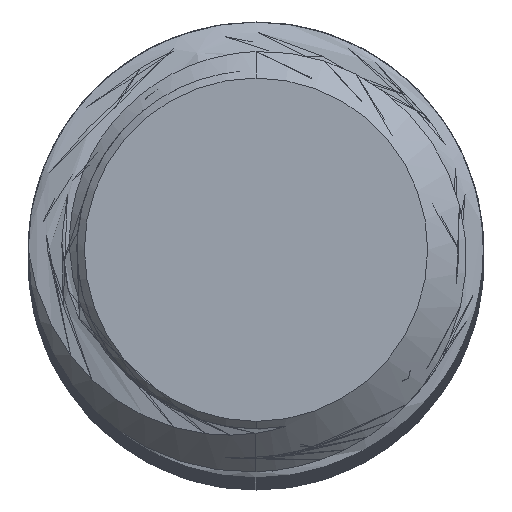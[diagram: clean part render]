
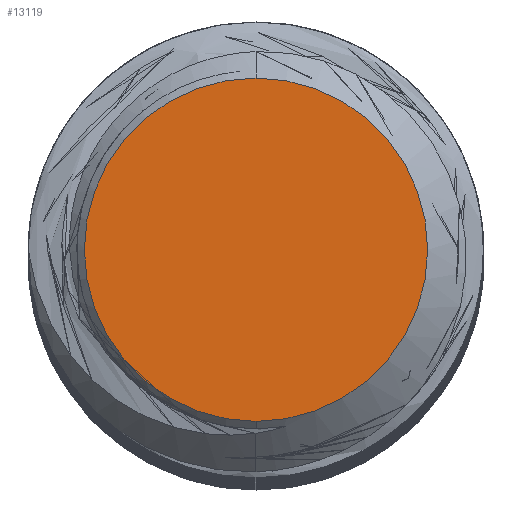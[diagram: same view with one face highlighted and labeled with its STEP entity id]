
A CAD part, top view. The second image highlights one B-rep face of the part: STEP entity #13119.
In plain terms, the highlighted planar face has unit normal (0, 0, 1).
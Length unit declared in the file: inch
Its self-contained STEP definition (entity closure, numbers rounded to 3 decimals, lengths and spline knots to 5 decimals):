
#602 = DIRECTION ( 'NONE',  ( 0., 1., 0. ) ) ;
#952 = CARTESIAN_POINT ( 'NONE',  ( 0., -0.07156, 1.5 ) ) ;
#1388 = DIRECTION ( 'NONE',  ( 0., 0., 1. ) ) ;
#2409 = VERTEX_POINT ( 'NONE', #952 ) ;
#3048 = VERTEX_POINT ( 'NONE', #16977 ) ;
#5585 = EDGE_CURVE ( 'NONE', #2409, #3048, #12359, .T. ) ;
#5716 = DIRECTION ( 'NONE',  ( 0., 0., -1. ) ) ;
#7034 = PLANE ( 'NONE',  #8714 ) ;
#8644 = CARTESIAN_POINT ( 'NONE',  ( 0., 0., 1.5 ) ) ;
#8714 = AXIS2_PLACEMENT_3D ( 'NONE', #9529, #5716, #14947 ) ;
#9529 = CARTESIAN_POINT ( 'NONE',  ( 0., 0.095, 1.5 ) ) ;
#9693 = FACE_OUTER_BOUND ( 'NONE', #11987, .T. ) ;
#9746 = ORIENTED_EDGE ( 'NONE', *, *, #12693, .T. ) ;
#9841 = CIRCLE ( 'NONE', #16652, 0.07156 ) ;
#10433 = DIRECTION ( 'NONE',  ( 0., 1., 0. ) ) ;
#11520 = AXIS2_PLACEMENT_3D ( 'NONE', #8644, #14056, #602 ) ;
#11853 = CARTESIAN_POINT ( 'NONE',  ( 0., 0., 1.5 ) ) ;
#11987 = EDGE_LOOP ( 'NONE', ( #9746, #15029 ) ) ;
#12359 = CIRCLE ( 'NONE', #11520, 0.07156 ) ;
#12693 = EDGE_CURVE ( 'NONE', #3048, #2409, #9841, .T. ) ;
#13119 = ADVANCED_FACE ( 'NONE', ( #9693 ), #7034, .F. ) ;
#14056 = DIRECTION ( 'NONE',  ( 0., 0., 1. ) ) ;
#14947 = DIRECTION ( 'NONE',  ( 0., 1., 0. ) ) ;
#15029 = ORIENTED_EDGE ( 'NONE', *, *, #5585, .T. ) ;
#16652 = AXIS2_PLACEMENT_3D ( 'NONE', #11853, #1388, #10433 ) ;
#16977 = CARTESIAN_POINT ( 'NONE',  ( 0., 0.07156, 1.5 ) ) ;
